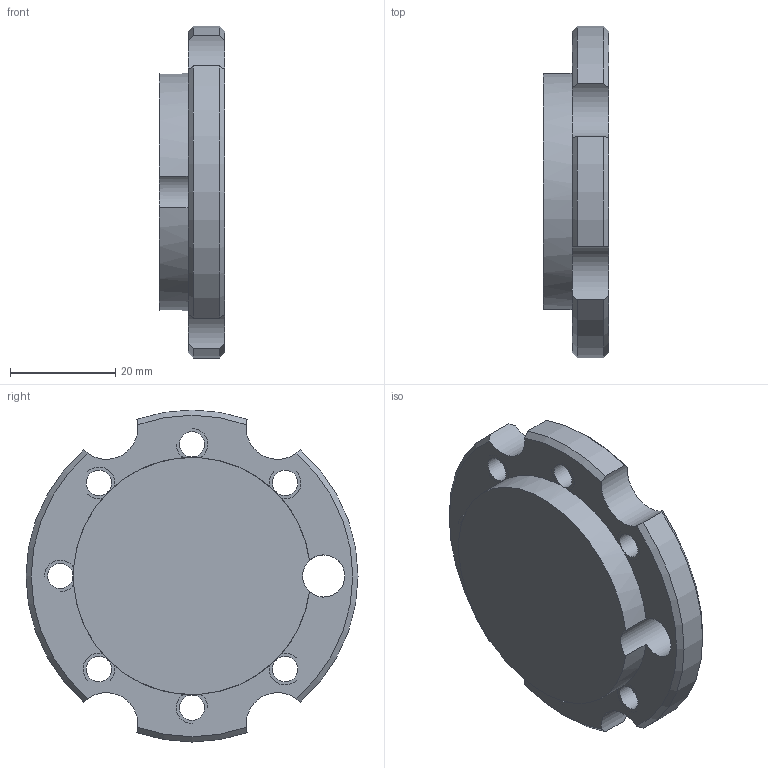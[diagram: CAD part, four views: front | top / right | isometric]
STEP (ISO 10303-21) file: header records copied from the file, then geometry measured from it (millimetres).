
FILE_DESCRIPTION(/* description */ (''),/* implementation_level */ '2;1');
FILE_NAME(/* name */ 'KR6-2 Flansch_ipt_bd27cc1e.STEP',/* time_stamp */ '2016-12-15T23:22:26-05:00',/* author */ ('Pietro'),/* organization */ (''),/* preprocessor_version */ 'ST-DEVELOPER v16.5',/* originating_system */ 'Autodesk Inventor 2017',/* authorisation */ '');
FILE_SCHEMA (('AUTOMOTIVE_DESIGN { 1 0 10303 214 3 1 1 }'));
Length unit declared in the file: millimetre
Products named in the file (1): KR6-2 Flansch
Bounding box: 12.5 x 63 x 63 mm (x, y, z)
Volume: 23200.3 mm3; surface area: 10474 mm2
Topology: 1 solids, 1 shells, 66 faces, 231 edges, 147 vertices
Faces by surface type: cylinder 32, plane 25, cone 9
Full cylindrical faces by diameter (mm): 4.8 x7, 8 x1, 31.6 x1
Entity records: 2680 total; most frequent: CARTESIAN_POINT 493, DIRECTION 488, ORIENTED_EDGE 462, EDGE_CURVE 231, AXIS2_PLACEMENT_3D 206, VERTEX_POINT 147, CIRCLE 139, EDGE_LOOP 90
